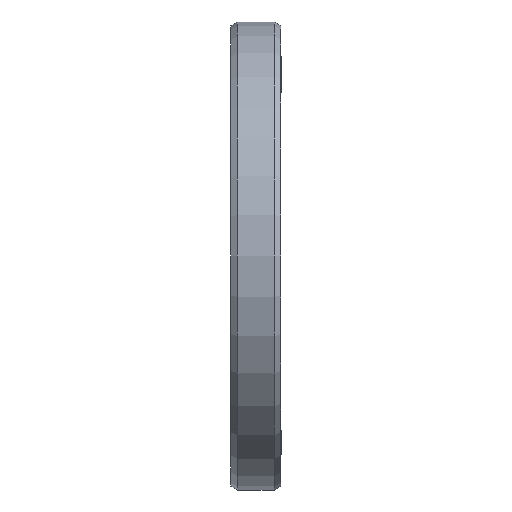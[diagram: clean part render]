
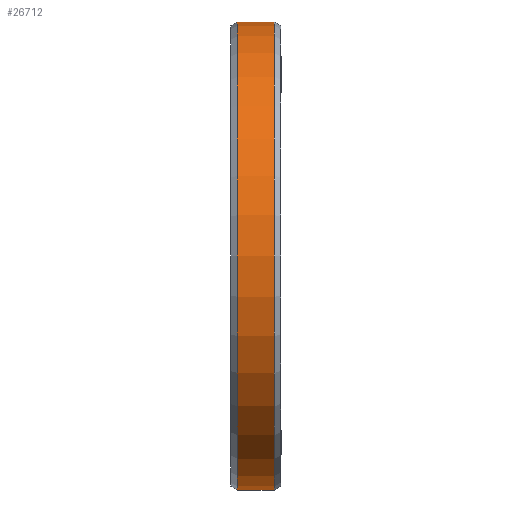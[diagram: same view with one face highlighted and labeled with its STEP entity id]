
A CAD part, left-side view. The second image highlights one B-rep face of the part: STEP entity #26712.
In plain terms, the highlighted cylindrical face has radius 70 mm (diameter 140 mm), a partial arc.
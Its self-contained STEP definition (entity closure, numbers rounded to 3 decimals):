
#25742=CARTESIAN_POINT('',(0.,-5.5,0.));
#25743=DIRECTION('',(0.,1.,0.));
#25744=DIRECTION('',(0.,0.,-1.));
#25745=AXIS2_PLACEMENT_3D('',#25742,#25743,#25744);
#25750=DIRECTION('',(0.,1.,0.));
#25751=VECTOR('',#25750,11.);
#25752=CARTESIAN_POINT('',(0.,-5.5,-70.));
#25753=LINE('',#25752,#25751);
#25765=DIRECTION('',(0.,1.,0.));
#25766=VECTOR('',#25765,11.);
#25767=CARTESIAN_POINT('',(0.,-5.5,70.));
#25768=LINE('',#25767,#25766);
#25794=CARTESIAN_POINT('',(0.,5.5,0.));
#25795=DIRECTION('',(0.,1.,0.));
#25796=DIRECTION('',(0.,0.,-1.));
#25797=AXIS2_PLACEMENT_3D('',#25794,#25795,#25796);
#26161=CARTESIAN_POINT('',(0.,-5.5,-70.));
#26163=VERTEX_POINT('',#26161);
#26164=CARTESIAN_POINT('',(0.,5.5,-70.));
#26165=VERTEX_POINT('',#26164);
#26201=CARTESIAN_POINT('',(0.,-5.5,70.));
#26203=VERTEX_POINT('',#26201);
#26204=CARTESIAN_POINT('',(0.,5.5,70.));
#26205=VERTEX_POINT('',#26204);
#26698=CARTESIAN_POINT('',(0.,-8.25,0.));
#26699=DIRECTION('',(0.,1.,0.));
#26700=DIRECTION('',(0.,0.,-1.));
#26701=AXIS2_PLACEMENT_3D('',#26698,#26699,#26700);
#26702=CYLINDRICAL_SURFACE('',#26701,70.);
#26704=ORIENTED_EDGE('',*,*,#26703,.T.);
#26706=ORIENTED_EDGE('',*,*,#26705,.T.);
#26708=ORIENTED_EDGE('',*,*,#26707,.F.);
#26709=ORIENTED_EDGE('',*,*,#26684,.F.);
#26710=EDGE_LOOP('',(#26704,#26706,#26708,#26709));
#26711=FACE_OUTER_BOUND('',#26710,.F.);
#25746=CIRCLE('',#25745,70.);
#25798=CIRCLE('',#25797,70.);
#26684=EDGE_CURVE('',#26163,#26203,#25746,.T.);
#26703=EDGE_CURVE('',#26163,#26165,#25753,.T.);
#26705=EDGE_CURVE('',#26165,#26205,#25798,.T.);
#26707=EDGE_CURVE('',#26203,#26205,#25768,.T.);
#26712=ADVANCED_FACE('',(#26711),#26702,.T.);
